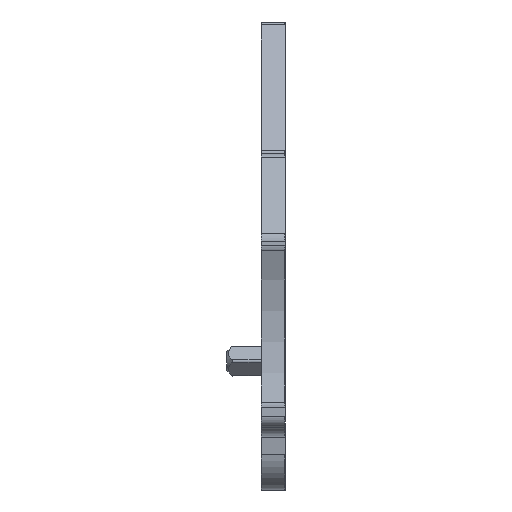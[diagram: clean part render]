
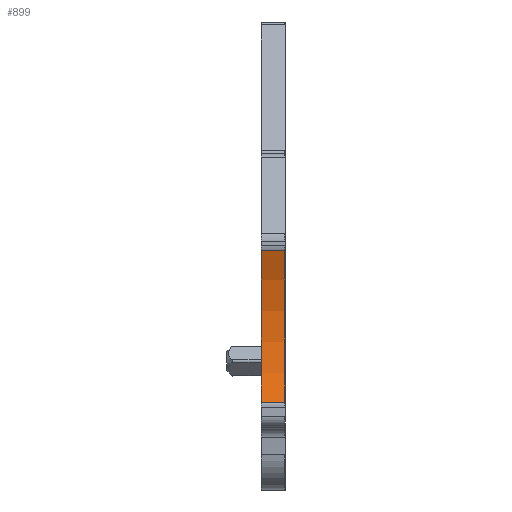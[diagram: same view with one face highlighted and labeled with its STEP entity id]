
A CAD part, front view. The second image highlights one B-rep face of the part: STEP entity #899.
In plain terms, the highlighted cylindrical face has radius 15.97 mm (diameter 31.939 mm), a partial arc.
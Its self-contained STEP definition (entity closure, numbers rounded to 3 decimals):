
#544=AXIS2_PLACEMENT_3D('Circle Axis2P3D',#542,#543,$) ;
#879=AXIS2_PLACEMENT_3D('Cylinder Axis2P3D',#876,#877,#878) ;
#883=AXIS2_PLACEMENT_3D('Circle Axis2P3D',#881,#882,$) ;
#539=CARTESIAN_POINT('Vertex',(3.,0.088,7.593)) ;
#542=CARTESIAN_POINT('Axis2P3D Location',(3.,-14.469,14.157)) ;
#546=CARTESIAN_POINT('Vertex',(3.,0.088,20.722)) ;
#857=CARTESIAN_POINT('Line Origine',(4.05,0.088,20.722)) ;
#861=CARTESIAN_POINT('Vertex',(5.05,0.088,20.722)) ;
#876=CARTESIAN_POINT('Axis2P3D Location',(4.05,-14.469,14.157)) ;
#881=CARTESIAN_POINT('Axis2P3D Location',(5.05,-14.469,14.157)) ;
#885=CARTESIAN_POINT('Vertex',(5.05,0.088,7.593)) ;
#888=CARTESIAN_POINT('Line Origine',(4.05,0.088,7.593)) ;
#543=DIRECTION('Axis2P3D Direction',(1.,0.,0.)) ;
#858=DIRECTION('Vector Direction',(1.,0.,0.)) ;
#877=DIRECTION('Axis2P3D Direction',(1.,0.,0.)) ;
#878=DIRECTION('Axis2P3D XDirection',(0.,0.912,-0.411)) ;
#882=DIRECTION('Axis2P3D Direction',(1.,0.,0.)) ;
#889=DIRECTION('Vector Direction',(1.,0.,0.)) ;
#859=VECTOR('Line Direction',#858,1.) ;
#890=VECTOR('Line Direction',#889,1.) ;
#894=ORIENTED_EDGE('',*,*,#887,.F.) ;
#895=ORIENTED_EDGE('',*,*,#863,.F.) ;
#896=ORIENTED_EDGE('',*,*,#548,.F.) ;
#897=ORIENTED_EDGE('',*,*,#892,.T.) ;
#899=ADVANCED_FACE('ALEP_3C_2-5',(#898),#880,.F.) ;
#545=CIRCLE('generated circle',#544,15.969) ;
#884=CIRCLE('generated circle',#883,15.969) ;
#880=CYLINDRICAL_SURFACE('generated cylinder',#879,15.969) ;
#548=EDGE_CURVE('',#540,#547,#545,.T.) ;
#863=EDGE_CURVE('',#547,#862,#860,.T.) ;
#887=EDGE_CURVE('',#862,#886,#884,.F.) ;
#892=EDGE_CURVE('',#540,#886,#891,.T.) ;
#893=EDGE_LOOP('',(#894,#895,#896,#897)) ;
#898=FACE_OUTER_BOUND('',#893,.T.) ;
#860=LINE('Line',#857,#859) ;
#891=LINE('Line',#888,#890) ;
#540=VERTEX_POINT('',#539) ;
#547=VERTEX_POINT('',#546) ;
#862=VERTEX_POINT('',#861) ;
#886=VERTEX_POINT('',#885) ;
